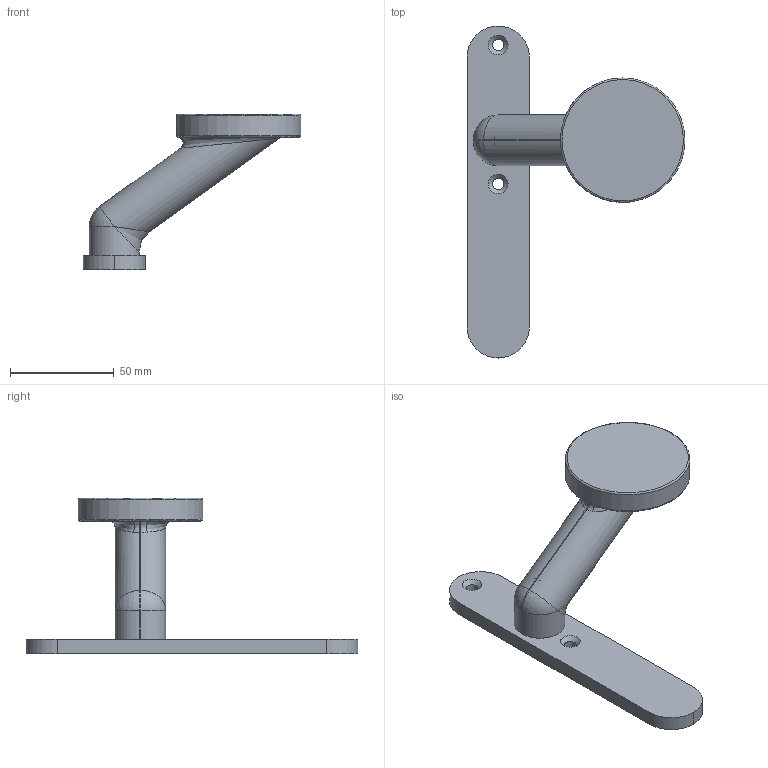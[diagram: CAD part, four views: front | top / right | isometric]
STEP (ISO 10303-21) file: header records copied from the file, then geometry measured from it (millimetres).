
FILE_DESCRIPTION (( 'STEP AP203' ), '1' );
FILE_NAME ('15693.STEP', '2022-05-19T07:43:37', ( '' ), ( '' ), 'SwSTEP 2.0', 'SolidWorks 2018', '' );
FILE_SCHEMA (( 'CONFIG_CONTROL_DESIGN' ));
Length unit declared in the file: millimetre
Products named in the file (5): 15693 Teil2_15693 Teil2; 15693 Teil3_15693 Teil3; 15693; DIN 7991 Konfig_M8x20; 15693 Teil1_15693 Teil1
Assembly tree (4 placements, depth 2):
  15693
    15693 Teil1_15693 Teil1
    15693 Teil2_15693 Teil2
    15693 Teil3_15693 Teil3
    DIN 7991 Konfig_M8x20
Bounding box: 105 x 160 x 75 mm (x, y, z)
Volume: 102527.3 mm3; surface area: 28036.6 mm2
Topology: 4 solids, 4 shells, 296 faces, 778 edges, 508 vertices
Faces by surface type: plane 144, bspline 115, cylinder 26, cone 7, torus 2, sphere 2
Full cylindrical faces by diameter (mm): 5.5 x2, 6.8 x1, 8 x1, 13 x1, 16 x1, 17.8 x1, 21 x1, 25 x1, 26 x1, 60 x1
Entity records: 14639 total; most frequent: CARTESIAN_POINT 7726, ORIENTED_EDGE 1498, DIRECTION 937, EDGE_CURVE 749, VERTEX_POINT 503, VECTOR 449, LINE 449, EDGE_LOOP 346
